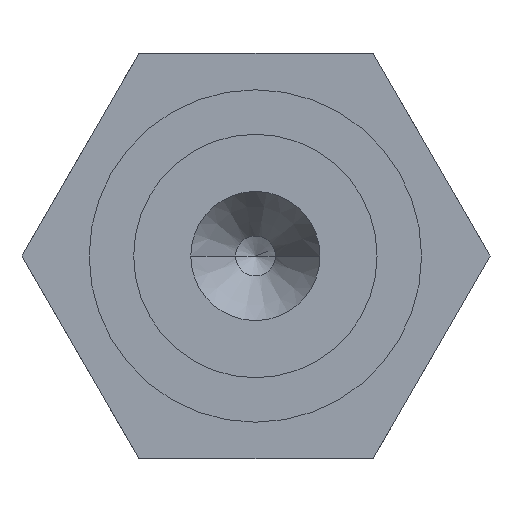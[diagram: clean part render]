
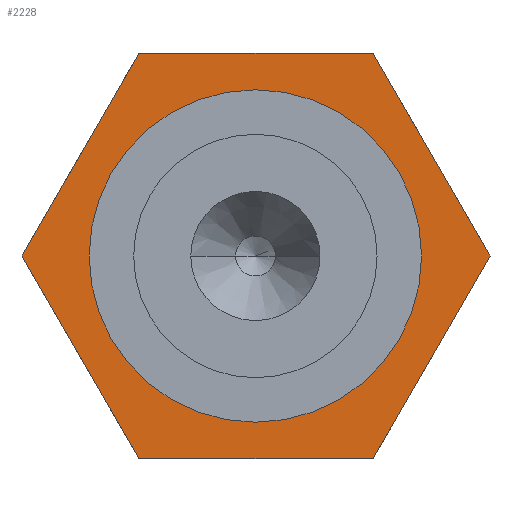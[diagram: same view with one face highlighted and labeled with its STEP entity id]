
A CAD part, front view. The second image highlights one B-rep face of the part: STEP entity #2228.
In plain terms, the highlighted planar face has unit normal (0, -1, 0).
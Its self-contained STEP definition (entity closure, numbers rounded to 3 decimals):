
#301=DIRECTION('',(-0.5,0.,0.866));
#302=VECTOR('',#301,2.891);
#303=CARTESIAN_POINT('',(-1.438,-0.004,-2.504));
#304=LINE('',#303,#302);
#305=DIRECTION('',(0.5,0.,0.866));
#306=VECTOR('',#305,2.891);
#307=CARTESIAN_POINT('',(-2.883,-0.004,0.));
#308=LINE('',#307,#306);
#309=DIRECTION('',(1.,0.,0.));
#310=VECTOR('',#309,2.891);
#311=CARTESIAN_POINT('',(-1.438,-0.004,2.504));
#312=LINE('',#311,#310);
#313=DIRECTION('',(0.5,0.,-0.866));
#314=VECTOR('',#313,2.891);
#315=CARTESIAN_POINT('',(1.453,-0.004,2.504));
#316=LINE('',#315,#314);
#317=DIRECTION('',(-0.5,0.,-0.866));
#318=VECTOR('',#317,2.891);
#319=CARTESIAN_POINT('',(2.899,-0.004,0.));
#320=LINE('',#319,#318);
#321=DIRECTION('',(-1.,0.,0.));
#322=VECTOR('',#321,2.891);
#323=CARTESIAN_POINT('',(1.453,-0.004,-2.504));
#324=LINE('',#323,#322);
#325=CARTESIAN_POINT('',(0.,-0.004,0.));
#326=DIRECTION('',(0.,1.,0.));
#327=DIRECTION('',(-1.,0.,0.));
#328=AXIS2_PLACEMENT_3D('',#325,#326,#327);
#330=CARTESIAN_POINT('',(0.,-0.004,0.));
#331=DIRECTION('',(0.,1.,0.));
#332=DIRECTION('',(1.,0.,0.));
#333=AXIS2_PLACEMENT_3D('',#330,#331,#332);
#1641=CARTESIAN_POINT('',(-1.438,-0.004,-2.504));
#1642=CARTESIAN_POINT('',(-2.883,-0.004,0.));
#1643=VERTEX_POINT('',#1641);
#1644=VERTEX_POINT('',#1642);
#1645=CARTESIAN_POINT('',(-1.438,-0.004,2.504));
#1646=VERTEX_POINT('',#1645);
#1647=CARTESIAN_POINT('',(1.453,-0.004,2.504));
#1648=VERTEX_POINT('',#1647);
#1649=CARTESIAN_POINT('',(2.899,-0.004,0.));
#1650=VERTEX_POINT('',#1649);
#1651=CARTESIAN_POINT('',(1.453,-0.004,-2.504));
#1652=VERTEX_POINT('',#1651);
#1679=CARTESIAN_POINT('',(-2.054,-0.004,0.));
#1680=CARTESIAN_POINT('',(2.054,-0.004,0.));
#1681=VERTEX_POINT('',#1679);
#1682=VERTEX_POINT('',#1680);
#2209=CARTESIAN_POINT('',(0.,-0.004,0.));
#2210=DIRECTION('',(0.,1.,0.));
#2211=DIRECTION('',(1.,0.,0.));
#2212=AXIS2_PLACEMENT_3D('',#2209,#2210,#2211);
#2213=PLANE('',#2212);
#2214=ORIENTED_EDGE('',*,*,#2133,.T.);
#2215=ORIENTED_EDGE('',*,*,#2148,.T.);
#2216=ORIENTED_EDGE('',*,*,#2162,.T.);
#2217=ORIENTED_EDGE('',*,*,#2176,.T.);
#2218=ORIENTED_EDGE('',*,*,#2190,.T.);
#2219=ORIENTED_EDGE('',*,*,#2203,.T.);
#2220=EDGE_LOOP('',(#2214,#2215,#2216,#2217,#2218,#2219));
#2221=FACE_OUTER_BOUND('',#2220,.F.);
#2223=ORIENTED_EDGE('',*,*,#2222,.F.);
#2225=ORIENTED_EDGE('',*,*,#2224,.F.);
#2226=EDGE_LOOP('',(#2223,#2225));
#2227=FACE_BOUND('',#2226,.F.);
#2228=ADVANCED_FACE('',(#2221,#2227),#2213,.F.);
#329=CIRCLE('',#328,2.054);
#334=CIRCLE('',#333,2.054);
#2133=EDGE_CURVE('',#1643,#1644,#304,.T.);
#2148=EDGE_CURVE('',#1644,#1646,#308,.T.);
#2162=EDGE_CURVE('',#1646,#1648,#312,.T.);
#2176=EDGE_CURVE('',#1648,#1650,#316,.T.);
#2190=EDGE_CURVE('',#1650,#1652,#320,.T.);
#2203=EDGE_CURVE('',#1652,#1643,#324,.T.);
#2222=EDGE_CURVE('',#1681,#1682,#329,.T.);
#2224=EDGE_CURVE('',#1682,#1681,#334,.T.);
